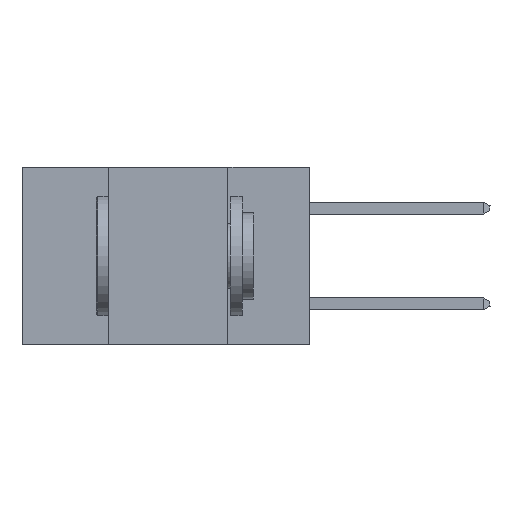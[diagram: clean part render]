
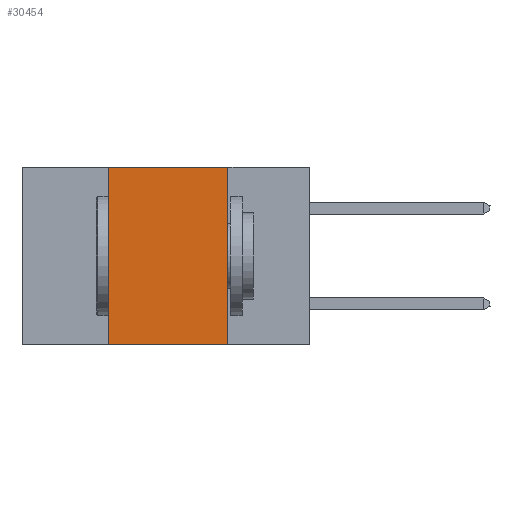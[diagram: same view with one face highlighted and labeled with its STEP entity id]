
A CAD part, left-side view. The second image highlights one B-rep face of the part: STEP entity #30454.
In plain terms, the highlighted planar face has unit normal (-1, 0, 0).
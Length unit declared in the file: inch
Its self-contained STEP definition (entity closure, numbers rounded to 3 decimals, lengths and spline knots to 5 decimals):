
#3143 = LINE ( 'NONE', #26181, #38672 ) ;
#3181 = CARTESIAN_POINT ( 'NONE',  ( 0., 0.6, 0. ) ) ;
#4119 = DIRECTION ( 'NONE',  ( 0., -1., 0. ) ) ;
#4484 = LINE ( 'NONE', #22762, #10809 ) ;
#6098 = ORIENTED_EDGE ( 'NONE', *, *, #22364, .T. ) ;
#6257 = ORIENTED_EDGE ( 'NONE', *, *, #21529, .F. ) ;
#8027 = CARTESIAN_POINT ( 'NONE',  ( 0., 0.42, -0.37 ) ) ;
#10095 = DIRECTION ( 'NONE',  ( 1., 0., 0. ) ) ;
#10809 = VECTOR ( 'NONE', #29934, 39.37008 ) ;
#15968 = CARTESIAN_POINT ( 'NONE',  ( 0., 0.17, -0.37 ) ) ;
#21038 = LINE ( 'NONE', #39897, #43341 ) ;
#21529 = EDGE_CURVE ( 'NONE', #46355, #28455, #21038, .T. ) ;
#22364 = EDGE_CURVE ( 'NONE', #46355, #35170, #3143, .T. ) ;
#22756 = AXIS2_PLACEMENT_3D ( 'NONE', #3181, #10095, #47048 ) ;
#22762 = CARTESIAN_POINT ( 'NONE',  ( 0., 0.6, 0. ) ) ;
#23307 = CARTESIAN_POINT ( 'NONE',  ( 0., 0.17, 0. ) ) ;
#25884 = FACE_OUTER_BOUND ( 'NONE', #30411, .T. ) ;
#26153 = VERTEX_POINT ( 'NONE', #23307 ) ;
#26181 = CARTESIAN_POINT ( 'NONE',  ( 0., 0.6, -0.37 ) ) ;
#27700 = CARTESIAN_POINT ( 'NONE',  ( 0., 0.42, 0. ) ) ;
#27750 = ORIENTED_EDGE ( 'NONE', *, *, #32256, .F. ) ;
#28455 = VERTEX_POINT ( 'NONE', #27700 ) ;
#29934 = DIRECTION ( 'NONE',  ( 0., -1., 0. ) ) ;
#30411 = EDGE_LOOP ( 'NONE', ( #27750, #35691, #6257, #6098 ) ) ;
#30454 = ADVANCED_FACE ( 'NONE', ( #25884 ), #39374, .F. ) ;
#32256 = EDGE_CURVE ( 'NONE', #26153, #35170, #45711, .T. ) ;
#35170 = VERTEX_POINT ( 'NONE', #15968 ) ;
#35691 = ORIENTED_EDGE ( 'NONE', *, *, #42446, .F. ) ;
#38290 = VECTOR ( 'NONE', #43794, 39.37008 ) ;
#38672 = VECTOR ( 'NONE', #4119, 39.37008 ) ;
#39331 = CARTESIAN_POINT ( 'NONE',  ( 0., 0.17, 0. ) ) ;
#39374 = PLANE ( 'NONE',  #22756 ) ;
#39580 = DIRECTION ( 'NONE',  ( 0., 0., 1. ) ) ;
#39897 = CARTESIAN_POINT ( 'NONE',  ( 0., 0.42, 0. ) ) ;
#42446 = EDGE_CURVE ( 'NONE', #28455, #26153, #4484, .T. ) ;
#43341 = VECTOR ( 'NONE', #39580, 39.37008 ) ;
#43794 = DIRECTION ( 'NONE',  ( 0., 0., -1. ) ) ;
#45711 = LINE ( 'NONE', #39331, #38290 ) ;
#46355 = VERTEX_POINT ( 'NONE', #8027 ) ;
#47048 = DIRECTION ( 'NONE',  ( 0., 0., -1. ) ) ;
